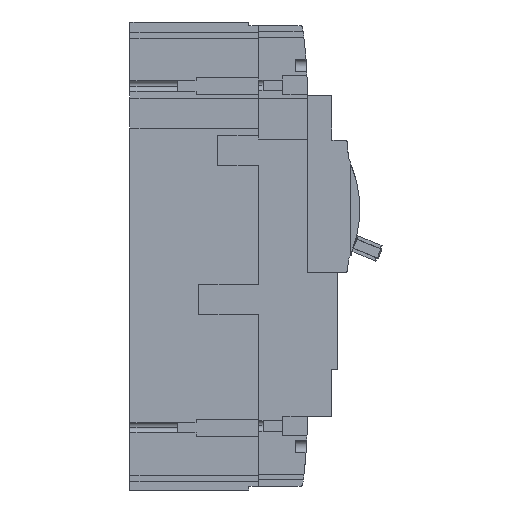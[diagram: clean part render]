
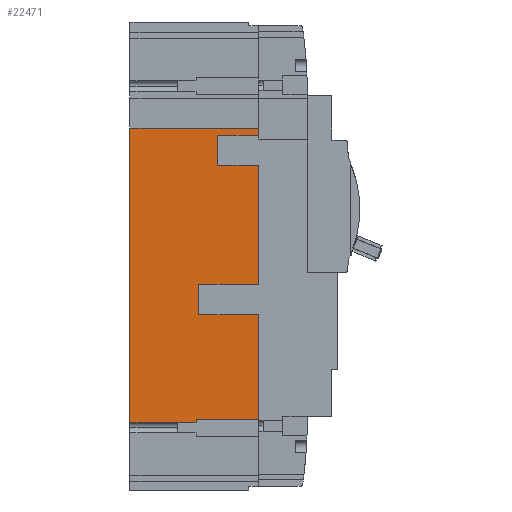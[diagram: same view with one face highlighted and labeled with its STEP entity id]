
A CAD part, left-side view. The second image highlights one B-rep face of the part: STEP entity #22471.
In plain terms, the highlighted planar face has unit normal (-1, 0, 0).
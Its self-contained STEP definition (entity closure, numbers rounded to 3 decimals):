
#13185=EDGE_CURVE('',#26001,#14881,#39024,.T.);
#13847=VERTEX_POINT('',#39762);
#14173=EDGE_CURVE('',#20333,#22923,#40113,.T.);
#14215=EDGE_CURVE('',#17789,#28851,#40157,.T.);
#14811=EDGE_CURVE('',#20647,#16333,#40807,.T.);
#14881=VERTEX_POINT('',#40880);
#15095=VERTEX_POINT('',#41110);
#15165=EDGE_CURVE('',#30421,#22797,#41186,.T.);
#15307=EDGE_CURVE('',#16115,#15095,#41343,.T.);
#16115=VERTEX_POINT('',#42229);
#16333=VERTEX_POINT('',#42467);
#16343=EDGE_CURVE('',#34451,#22923,#42477,.T.);
#16641=VERTEX_POINT('',#42815);
#16645=EDGE_CURVE('',#29215,#29643,#42820,.T.);
#16833=VERTEX_POINT('',#43024);
#17789=VERTEX_POINT('',#44071);
#19463=EDGE_CURVE('',#29643,#13847,#45910,.T.);
#19645=EDGE_CURVE('',#16641,#20647,#46112,.T.);
#20333=VERTEX_POINT('',#46857);
#20647=VERTEX_POINT('',#47202);
#21033=EDGE_CURVE('',#31365,#16333,#47619,.T.);
#22471=ADVANCED_FACE('',(#49199),#49200,.F.);
#22797=VERTEX_POINT('',#49557);
#22923=VERTEX_POINT('',#49690);
#26001=VERTEX_POINT('',#53076);
#27951=VERTEX_POINT('',#55210);
#28851=VERTEX_POINT('',#56204);
#28925=EDGE_CURVE('',#34451,#16115,#56285,.T.);
#29075=EDGE_CURVE('',#29215,#26001,#56443,.T.);
#29215=VERTEX_POINT('',#56599);
#29643=VERTEX_POINT('',#57065);
#29683=EDGE_CURVE('',#15095,#17789,#57108,.T.);
#30421=VERTEX_POINT('',#57913);
#31365=VERTEX_POINT('',#58940);
#31793=EDGE_CURVE('',#22797,#27951,#59404,.T.);
#33887=EDGE_CURVE('',#20333,#30421,#61679,.T.);
#34451=VERTEX_POINT('',#62302);
#35237=EDGE_CURVE('',#28851,#16833,#63178,.T.);
#37307=EDGE_CURVE('',#27951,#13847,#65469,.T.);
#37457=EDGE_CURVE('',#14881,#31365,#65630,.T.);
#38035=EDGE_CURVE('',#16641,#16833,#66252,.T.);
#39024=LINE('',#67435,#67436);
#39762=CARTESIAN_POINT('',(-114.95,-46.5,48.));
#40113=LINE('',#68970,#68971);
#40157=LINE('',#69036,#69037);
#40807=LINE('',#69965,#69966);
#40880=CARTESIAN_POINT('',(-114.95,-36.5,-15.));
#41110=CARTESIAN_POINT('',(-114.95,-25.0,-88.253));
#41186=LINE('',#70505,#70506);
#41343=LINE('',#70719,#70720);
#42229=CARTESIAN_POINT('',(-114.95,-25.0,-88.254));
#42467=CARTESIAN_POINT('',(-114.95,-36.5,-31.));
#42477=LINE('',#72397,#72398);
#42815=CARTESIAN_POINT('',(-114.95,-68.0,-31.008));
#42820=LINE('',#72868,#72869);
#43024=CARTESIAN_POINT('',(-114.95,-68.0,-86.503));
#44071=CARTESIAN_POINT('',(-114.95,-35.0,-88.253));
#45910=LINE('',#77461,#77462);
#46112=LINE('',#77753,#77754);
#46857=CARTESIAN_POINT('',(-114.95,-68.0,67.821));
#47202=CARTESIAN_POINT('',(-114.95,-36.5,-31.008));
#47619=LINE('',#79931,#79932);
#49199=FACE_OUTER_BOUND('',#82213,.T.);
#49200=PLANE('',#82214);
#49557=CARTESIAN_POINT('',(-114.95,-46.5,64.));
#49690=CARTESIAN_POINT('',(-114.95,0.0,67.821));
#53076=CARTESIAN_POINT('',(-114.95,-68.0,-15.));
#55210=CARTESIAN_POINT('',(-114.95,-46.5,48.));
#56204=CARTESIAN_POINT('',(-114.95,-35.0,-86.503));
#56285=LINE('',#92544,#92545);
#56443=LINE('',#92777,#92778);
#56599=CARTESIAN_POINT('',(-114.95,-68.0,47.992));
#57065=CARTESIAN_POINT('',(-114.95,-46.5,47.992));
#57108=LINE('',#93738,#93739);
#57913=CARTESIAN_POINT('',(-114.95,-68.0,64.));
#58940=CARTESIAN_POINT('',(-114.95,-36.5,-31.));
#59404=LINE('',#97054,#97055);
#61679=LINE('',#100353,#100354);
#62302=CARTESIAN_POINT('',(-114.95,0.,-88.254));
#63178=LINE('',#102489,#102490);
#65469=LINE('',#105809,#105810);
#65630=LINE('',#106036,#106037);
#66252=LINE('',#106944,#106945);
#67435=CARTESIAN_POINT('',(-114.95,-68.0,-15.));
#67436=VECTOR('',#108425,1.0);
#68970=CARTESIAN_POINT('',(-114.95,-14.345,67.821));
#68971=VECTOR('',#109613,1.0);
#69036=CARTESIAN_POINT('',(-114.95,-35.0,-44.852));
#69037=VECTOR('',#109645,1.0);
#69965=CARTESIAN_POINT('',(-114.95,-36.5,-14.854));
#69966=VECTOR('',#110289,1.0);
#70505=CARTESIAN_POINT('',(-114.95,-68.0,64.));
#70506=VECTOR('',#110621,1.0);
#70719=CARTESIAN_POINT('',(-114.95,-25.0,-44.852));
#70720=VECTOR('',#110785,1.0);
#72397=CARTESIAN_POINT('',(-114.95,0.0,-124.));
#72398=VECTOR('',#112022,1.0);
#72868=CARTESIAN_POINT('',(-114.95,-51.868,47.992));
#72869=VECTOR('',#112456,1.0);
#77461=CARTESIAN_POINT('',(-114.95,-46.5,24.646));
#77462=VECTOR('',#115820,1.0);
#77753=CARTESIAN_POINT('',(-114.95,-51.868,-31.008));
#77754=VECTOR('',#116046,1.0);
#79931=CARTESIAN_POINT('',(-114.95,-36.5,-31.));
#79932=VECTOR('',#117507,1.0);
#82213=EDGE_LOOP('',(#119197,#119198,#119199,#119200,#119201,#119202,#119203,#119204,#119205,#119206,#119207,#119208,#119209,#119210,#119211,#119212,#119213,#119214,#119215,#119216));
#82214=AXIS2_PLACEMENT_3D('',#119217,#119218,#119219);
#92544=CARTESIAN_POINT('',(-114.95,-12.5,-88.254));
#92545=VECTOR('',#126474,1.0);
#92777=CARTESIAN_POINT('',(-114.95,-68.0,48.));
#92778=VECTOR('',#126583,1.0);
#93738=CARTESIAN_POINT('',(-114.95,-35.368,-88.253));
#93739=VECTOR('',#127230,1.0);
#97054=CARTESIAN_POINT('',(-114.95,-46.5,64.));
#97055=VECTOR('',#129549,1.0);
#100353=CARTESIAN_POINT('',(-114.95,-68.0,121.901));
#100354=VECTOR('',#131831,1.0);
#102489=CARTESIAN_POINT('',(-114.95,-51.893,-86.503));
#102490=VECTOR('',#133524,1.0);
#105809=CARTESIAN_POINT('',(-114.95,-46.5,48.));
#105810=VECTOR('',#136209,1.0);
#106036=CARTESIAN_POINT('',(-114.95,-36.5,-15.));
#106037=VECTOR('',#136347,1.0);
#106944=CARTESIAN_POINT('',(-114.95,-68.0,-31.));
#106945=VECTOR('',#136938,1.0);
#108425=DIRECTION('',(0.0,1.0,0.0));
#109613=DIRECTION('',(-0.0,1.0,0.0));
#109645=DIRECTION('',(0.0,0.0,1.0));
#110289=DIRECTION('',(0.0,0.0,1.0));
#110621=DIRECTION('',(0.0,1.0,0.0));
#110785=DIRECTION('',(0.0,0.0,1.0));
#112022=DIRECTION('',(0.0,0.0,1.0));
#112456=DIRECTION('',(0.0,1.0,0.0));
#115820=DIRECTION('',(-0.0,0.,1.0));
#116046=DIRECTION('',(0.0,1.0,0.0));
#117507=DIRECTION('',(0.0,-1.0,0.0));
#119197=ORIENTED_EDGE('',*,*,#14811,.T.);
#119198=ORIENTED_EDGE('',*,*,#21033,.F.);
#119199=ORIENTED_EDGE('',*,*,#37457,.F.);
#119200=ORIENTED_EDGE('',*,*,#13185,.F.);
#119201=ORIENTED_EDGE('',*,*,#29075,.F.);
#119202=ORIENTED_EDGE('',*,*,#16645,.T.);
#119203=ORIENTED_EDGE('',*,*,#19463,.T.);
#119204=ORIENTED_EDGE('',*,*,#37307,.F.);
#119205=ORIENTED_EDGE('',*,*,#31793,.F.);
#119206=ORIENTED_EDGE('',*,*,#15165,.F.);
#119207=ORIENTED_EDGE('',*,*,#33887,.F.);
#119208=ORIENTED_EDGE('',*,*,#14173,.T.);
#119209=ORIENTED_EDGE('',*,*,#16343,.F.);
#119210=ORIENTED_EDGE('',*,*,#28925,.T.);
#119211=ORIENTED_EDGE('',*,*,#15307,.T.);
#119212=ORIENTED_EDGE('',*,*,#29683,.T.);
#119213=ORIENTED_EDGE('',*,*,#14215,.T.);
#119214=ORIENTED_EDGE('',*,*,#35237,.T.);
#119215=ORIENTED_EDGE('',*,*,#38035,.F.);
#119216=ORIENTED_EDGE('',*,*,#19645,.T.);
#119217=CARTESIAN_POINT('',(-114.95,-35.735,1.299));
#119218=DIRECTION('',(1.0,0.0,0.0));
#119219=DIRECTION('',(0.0,1.0,0.0));
#126474=DIRECTION('',(-0.0,-1.0,-0.0));
#126583=DIRECTION('',(0.0,0.0,-1.0));
#127230=DIRECTION('',(0.0,-1.0,0.0));
#129549=DIRECTION('',(0.0,0.0,-1.0));
#131831=DIRECTION('',(0.0,0.0,-1.0));
#133524=DIRECTION('',(0.0,-1.0,0.0));
#136209=DIRECTION('',(0.0,-1.0,0.0));
#136347=DIRECTION('',(0.0,0.0,-1.0));
#136938=DIRECTION('',(0.0,0.0,-1.0));
